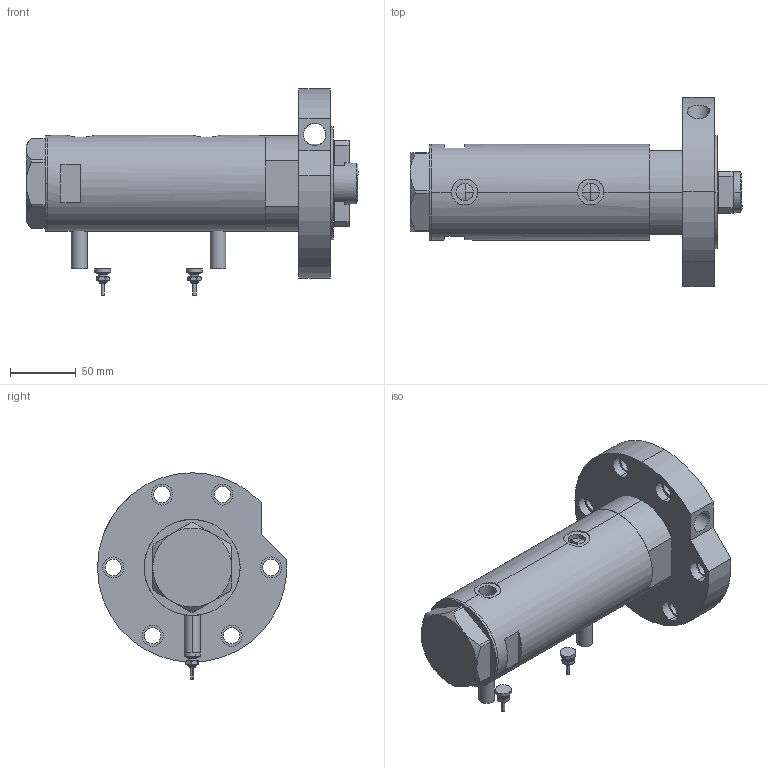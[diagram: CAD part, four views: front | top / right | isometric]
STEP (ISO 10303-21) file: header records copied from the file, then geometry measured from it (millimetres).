
FILE_DESCRIPTION (( 'STEP AP203' ), '1' );
FILE_NAME ('ed07.STEP', '2024-02-11T08:37:49', ( '' ), ( '' ), 'SwSTEP 2.0', 'SolidWorks 2019', '' );
FILE_SCHEMA (( 'CONFIG_CONTROL_DESIGN' ));
Length unit declared in the file: millimetre
Products named in the file (8): V270CG_BACK 51228971cb826c600bdfcad61ef8aafc; ed07; Switch 51228971cb826c600bdfcad61ef8aafc; V270CG_RF211D 51228971cb826c600bdfcad61ef8aafc; V270CG_VC 51228971cb826c600bdfcad61ef8aafc; V270CG_RF211E 51228971cb826c600bdfcad61ef8aafc; V270CG_MIDDLE 51228971cb826c600bdfcad61ef8aafc; V270CG_FRONT 51228971cb826c600bdfcad61ef8aafc
Assembly tree (9 placements, depth 2):
  ed07
    V270CG_MIDDLE 51228971cb826c600bdfcad61ef8aafc
    V270CG_BACK 51228971cb826c600bdfcad61ef8aafc
    V270CG_FRONT 51228971cb826c600bdfcad61ef8aafc
    V270CG_VC 51228971cb826c600bdfcad61ef8aafc
    V270CG_RF211D 51228971cb826c600bdfcad61ef8aafc  x2
    V270CG_RF211E 51228971cb826c600bdfcad61ef8aafc
    Switch 51228971cb826c600bdfcad61ef8aafc  x2
Bounding box: 252.5 x 143.75 x 157 mm (x, y, z)
Volume: 1189201.1 mm3; surface area: 210903.7 mm2
Topology: 9 solids, 9 shells, 296 faces, 669 edges, 419 vertices
Faces by surface type: cylinder 120, plane 112, cone 40, torus 24
Entity records: 8289 total; most frequent: CARTESIAN_POINT 2038, DIRECTION 1197, ORIENTED_EDGE 1050, EDGE_CURVE 525, AXIS2_PLACEMENT_3D 496, VERTEX_POINT 331, EDGE_LOOP 282, CIRCLE 254
